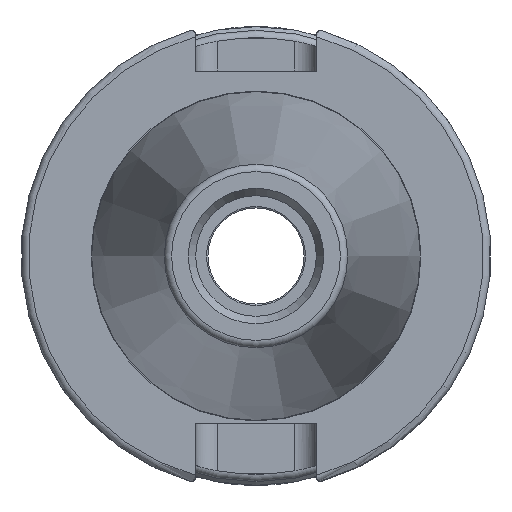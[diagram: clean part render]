
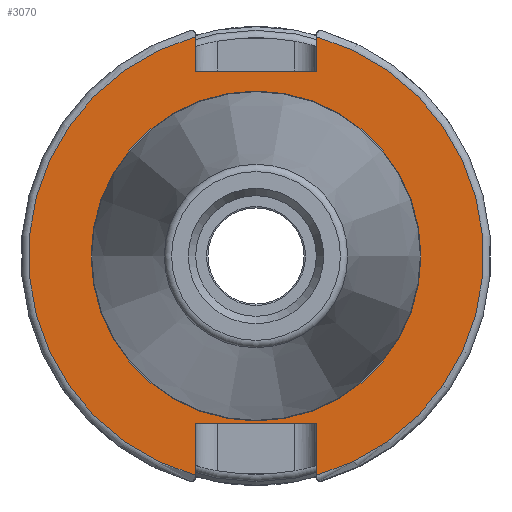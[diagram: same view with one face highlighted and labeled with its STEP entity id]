
A CAD part, left-side view. The second image highlights one B-rep face of the part: STEP entity #3070.
In plain terms, the highlighted planar face has unit normal (-1, 0, 0).
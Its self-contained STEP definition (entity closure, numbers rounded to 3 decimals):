
#178=FACE_BOUND('',#545,.T.);
#200=PLANE('',#3378);
#350=FACE_OUTER_BOUND('',#544,.T.);
#544=EDGE_LOOP('',(#2198,#2199,#2200,#2201,#2202,#2203,#2204,#2205));
#545=EDGE_LOOP('',(#2206));
#739=LINE('',#4749,#949);
#740=LINE('',#4753,#950);
#741=LINE('',#4755,#951);
#742=LINE('',#4757,#952);
#743=LINE('',#4761,#953);
#744=LINE('',#4762,#954);
#949=VECTOR('',#3821,10.);
#950=VECTOR('',#3824,10.);
#951=VECTOR('',#3825,10.);
#952=VECTOR('',#3826,10.);
#953=VECTOR('',#3829,10.);
#954=VECTOR('',#3830,10.);
#1173=CIRCLE('',#3376,22.3);
#1175=CIRCLE('',#3379,30.75);
#1176=CIRCLE('',#3380,30.75);
#1336=VERTEX_POINT('',#4742);
#1337=VERTEX_POINT('',#4747);
#1338=VERTEX_POINT('',#4748);
#1339=VERTEX_POINT('',#4750);
#1340=VERTEX_POINT('',#4752);
#1341=VERTEX_POINT('',#4754);
#1342=VERTEX_POINT('',#4756);
#1343=VERTEX_POINT('',#4758);
#1344=VERTEX_POINT('',#4760);
#1666=EDGE_CURVE('',#1336,#1336,#1173,.T.);
#1668=EDGE_CURVE('',#1337,#1338,#739,.T.);
#1669=EDGE_CURVE('',#1339,#1338,#1175,.T.);
#1670=EDGE_CURVE('',#1339,#1340,#740,.T.);
#1671=EDGE_CURVE('',#1340,#1341,#741,.T.);
#1672=EDGE_CURVE('',#1341,#1342,#742,.T.);
#1673=EDGE_CURVE('',#1343,#1342,#1176,.T.);
#1674=EDGE_CURVE('',#1343,#1344,#743,.T.);
#1675=EDGE_CURVE('',#1344,#1337,#744,.T.);
#2198=ORIENTED_EDGE('',*,*,#1668,.T.);
#2199=ORIENTED_EDGE('',*,*,#1669,.F.);
#2200=ORIENTED_EDGE('',*,*,#1670,.T.);
#2201=ORIENTED_EDGE('',*,*,#1671,.T.);
#2202=ORIENTED_EDGE('',*,*,#1672,.T.);
#2203=ORIENTED_EDGE('',*,*,#1673,.F.);
#2204=ORIENTED_EDGE('',*,*,#1674,.T.);
#2205=ORIENTED_EDGE('',*,*,#1675,.T.);
#2206=ORIENTED_EDGE('',*,*,#1666,.F.);
#3070=ADVANCED_FACE('',(#350,#178),#200,.T.);
#3376=AXIS2_PLACEMENT_3D('',#4744,#3815,#3816);
#3378=AXIS2_PLACEMENT_3D('',#4746,#3819,#3820);
#3379=AXIS2_PLACEMENT_3D('',#4751,#3822,#3823);
#3380=AXIS2_PLACEMENT_3D('',#4759,#3827,#3828);
#3815=DIRECTION('center_axis',(-1.,0.,0.));
#3816=DIRECTION('ref_axis',(0.,-1.,0.));
#3819=DIRECTION('center_axis',(-1.,0.,0.));
#3820=DIRECTION('ref_axis',(0.,0.,1.));
#3821=DIRECTION('',(0.,0.,-1.));
#3822=DIRECTION('center_axis',(1.,0.,0.));
#3823=DIRECTION('ref_axis',(0.,-1.,0.));
#3824=DIRECTION('',(0.,0.,-1.));
#3825=DIRECTION('',(0.,1.,0.));
#3826=DIRECTION('',(0.,0.,1.));
#3827=DIRECTION('center_axis',(1.,0.,0.));
#3828=DIRECTION('ref_axis',(0.,1.,0.));
#3829=DIRECTION('',(0.,0.,1.));
#3830=DIRECTION('',(0.,-1.,0.));
#4742=CARTESIAN_POINT('',(3.175,0.,22.3));
#4744=CARTESIAN_POINT('Origin',(3.175,0.,0.));
#4746=CARTESIAN_POINT('Origin',(3.175,31.75,0.));
#4747=CARTESIAN_POINT('',(3.175,-8.19,-22.6));
#4748=CARTESIAN_POINT('',(3.175,-8.19,-29.639));
#4749=CARTESIAN_POINT('',(3.175,-8.19,-11.3));
#4750=CARTESIAN_POINT('',(3.175,-8.19,29.639));
#4751=CARTESIAN_POINT('Origin',(3.175,0.,0.));
#4752=CARTESIAN_POINT('',(3.175,-8.19,25.));
#4753=CARTESIAN_POINT('',(3.175,-8.19,12.5));
#4754=CARTESIAN_POINT('',(3.175,8.19,25.));
#4755=CARTESIAN_POINT('',(3.175,15.875,25.));
#4756=CARTESIAN_POINT('',(3.175,8.19,29.639));
#4757=CARTESIAN_POINT('',(3.175,8.19,12.5));
#4758=CARTESIAN_POINT('',(3.175,8.19,-29.639));
#4759=CARTESIAN_POINT('Origin',(3.175,0.,0.));
#4760=CARTESIAN_POINT('',(3.175,8.19,-22.6));
#4761=CARTESIAN_POINT('',(3.175,8.19,-11.3));
#4762=CARTESIAN_POINT('',(3.175,15.875,-22.6));
